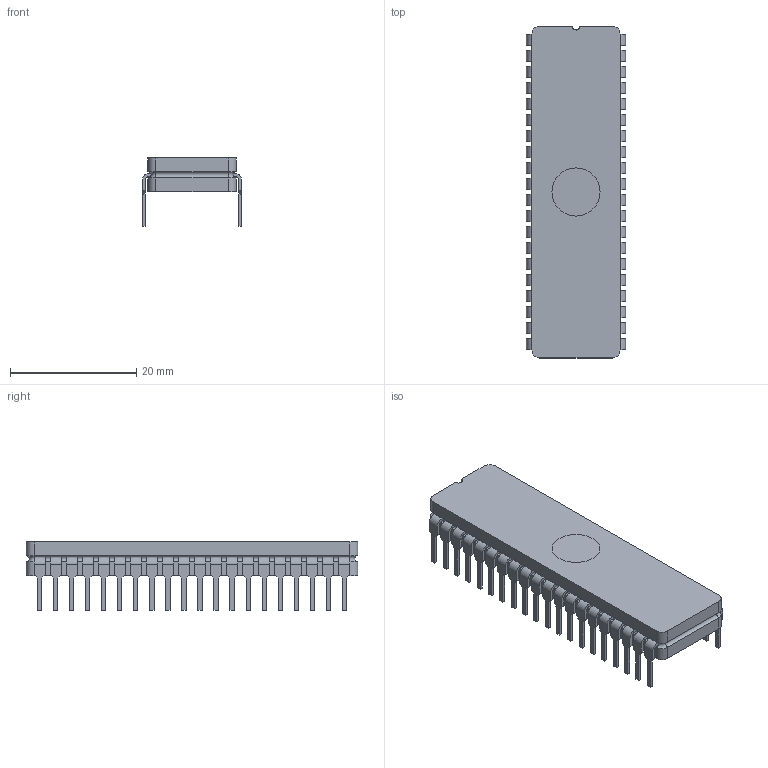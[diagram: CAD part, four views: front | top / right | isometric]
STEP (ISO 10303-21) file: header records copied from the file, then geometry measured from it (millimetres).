
FILE_DESCRIPTION((''),'2;1');
FILE_NAME('CERDIP40-600_WINDOW.stp','2010-09-02T17:21:28',(''),(''),'Mechanical Desktop 2010','Mechanical Desktop 2010',', , ');
FILE_SCHEMA(('AUTOMOTIVE_DESIGN { 1 2 10303 214 1 1 1 1 }'));
Length unit declared in the file: millimetre
Products named in the file (1): Product
Bounding box: 15.7 x 52.6 x 10.8 mm (x, y, z)
Volume: 4041.6 mm3; surface area: 3540.4 mm2
Topology: 42 solids, 42 shells, 597 faces, 1520 edges, 1008 vertices
Faces by surface type: bspline 286, plane 229, cylinder 78, torus 4
Entity records: 18717 total; most frequent: CARTESIAN_POINT 4866, ORIENTED_EDGE 3040, DIRECTION 2416, EDGE_CURVE 1520, VECTOR 1244, LINE 1244, VERTEX_POINT 1008, EDGE_LOOP 598
